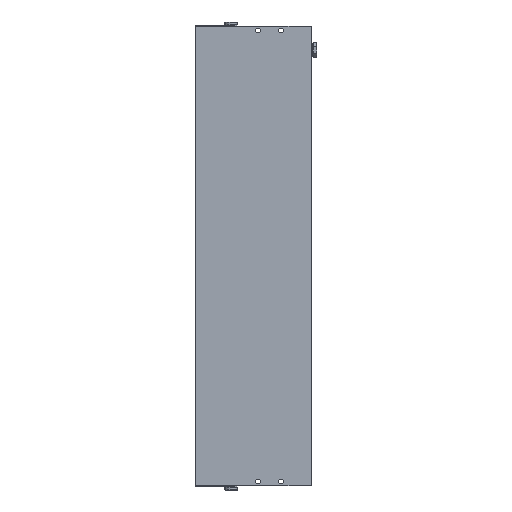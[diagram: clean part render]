
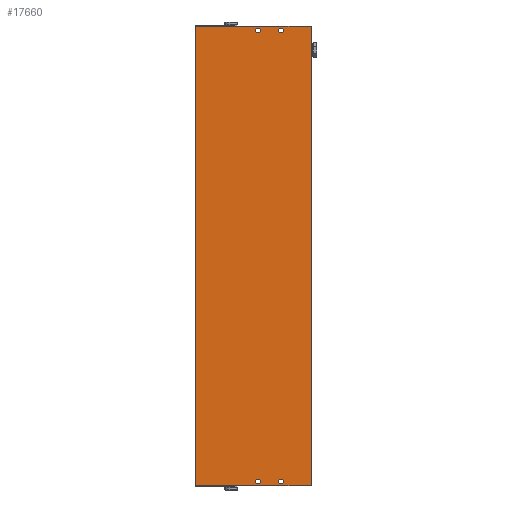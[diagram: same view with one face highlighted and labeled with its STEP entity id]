
A CAD part, front view. The second image highlights one B-rep face of the part: STEP entity #17660.
In plain terms, the highlighted planar face has unit normal (0, -1, 0).
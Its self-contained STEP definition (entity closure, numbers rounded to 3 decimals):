
#1529=CIRCLE('',#19613,2.75);
#1530=CIRCLE('',#19614,2.75);
#1531=CIRCLE('',#19615,2.75);
#1532=CIRCLE('',#19616,2.75);
#3058=ORIENTED_EDGE('',*,*,#7243,.T.);
#3059=ORIENTED_EDGE('',*,*,#7244,.T.);
#3060=ORIENTED_EDGE('',*,*,#7245,.T.);
#3061=ORIENTED_EDGE('',*,*,#7246,.T.);
#3062=ORIENTED_EDGE('',*,*,#7247,.T.);
#3063=ORIENTED_EDGE('',*,*,#7248,.F.);
#3064=ORIENTED_EDGE('',*,*,#7056,.F.);
#3065=ORIENTED_EDGE('',*,*,#6465,.T.);
#6465=EDGE_CURVE('',#8560,#8559,#10377,.T.);
#7056=EDGE_CURVE('',#8560,#9149,#10540,.T.);
#7243=EDGE_CURVE('',#9335,#9335,#1529,.T.);
#7244=EDGE_CURVE('',#9336,#9336,#1530,.T.);
#7245=EDGE_CURVE('',#9337,#9337,#1531,.T.);
#7246=EDGE_CURVE('',#9338,#9338,#1532,.T.);
#7247=EDGE_CURVE('',#8559,#9339,#10612,.T.);
#7248=EDGE_CURVE('',#9149,#9339,#10613,.T.);
#8559=VERTEX_POINT('',#27787);
#8560=VERTEX_POINT('',#27789);
#9149=VERTEX_POINT('',#28971);
#9335=VERTEX_POINT('',#29348);
#9336=VERTEX_POINT('',#29350);
#9337=VERTEX_POINT('',#29352);
#9338=VERTEX_POINT('',#29354);
#9339=VERTEX_POINT('',#29356);
#10377=LINE('',#27788,#11103);
#10540=LINE('',#28970,#11266);
#10612=LINE('',#29355,#11338);
#10613=LINE('',#29357,#11339);
#11103=VECTOR('',#21732,1000.);
#11266=VECTOR('',#22755,1000.);
#11338=VECTOR('',#23073,1000.);
#11339=VECTOR('',#23074,1000.);
#12305=EDGE_LOOP('',(#3058));
#12306=EDGE_LOOP('',(#3059));
#12307=EDGE_LOOP('',(#3060));
#12308=EDGE_LOOP('',(#3061));
#12309=EDGE_LOOP('',(#3062,#3063,#3064,#3065));
#14913=FACE_BOUND('',#12305,.T.);
#14914=FACE_BOUND('',#12306,.T.);
#14915=FACE_BOUND('',#12307,.T.);
#14916=FACE_BOUND('',#12308,.T.);
#14917=FACE_BOUND('',#12309,.T.);
#17104=PLANE('',#19612);
#17660=ADVANCED_FACE('',(#14913,#14914,#14915,#14916,#14917),#17104,.F.);
#19612=AXIS2_PLACEMENT_3D('',#29346,#23063,#23064);
#19613=AXIS2_PLACEMENT_3D('',#29347,#23065,#23066);
#19614=AXIS2_PLACEMENT_3D('',#29349,#23067,#23068);
#19615=AXIS2_PLACEMENT_3D('',#29351,#23069,#23070);
#19616=AXIS2_PLACEMENT_3D('',#29353,#23071,#23072);
#21732=DIRECTION('',(0.,0.,-1.));
#22755=DIRECTION('',(1.,0.,0.));
#23063=DIRECTION('',(0.,1.,0.));
#23064=DIRECTION('',(0.,0.,1.));
#23065=DIRECTION('',(0.,1.,0.));
#23066=DIRECTION('',(0.,0.,1.));
#23067=DIRECTION('',(0.,1.,0.));
#23068=DIRECTION('',(0.,0.,1.));
#23069=DIRECTION('',(0.,1.,0.));
#23070=DIRECTION('',(0.,0.,1.));
#23071=DIRECTION('',(0.,1.,0.));
#23072=DIRECTION('',(0.,0.,1.));
#23073=DIRECTION('',(1.,0.,0.));
#23074=DIRECTION('',(0.,0.,-1.));
#27787=CARTESIAN_POINT('',(0.,-42.5,0.));
#27788=CARTESIAN_POINT('',(0.,-42.5,519.5));
#27789=CARTESIAN_POINT('',(0.,-42.5,519.5));
#28970=CARTESIAN_POINT('',(0.,-42.5,519.5));
#28971=CARTESIAN_POINT('',(131.,-42.5,519.5));
#29346=CARTESIAN_POINT('',(0.,-42.5,519.5));
#29347=CARTESIAN_POINT('',(60.,-42.5,5.));
#29348=CARTESIAN_POINT('',(60.,-42.5,7.75));
#29349=CARTESIAN_POINT('',(34.,-42.5,514.5));
#29350=CARTESIAN_POINT('',(34.,-42.5,517.25));
#29351=CARTESIAN_POINT('',(60.,-42.5,514.5));
#29352=CARTESIAN_POINT('',(60.,-42.5,517.25));
#29353=CARTESIAN_POINT('',(34.,-42.5,5.));
#29354=CARTESIAN_POINT('',(34.,-42.5,7.75));
#29355=CARTESIAN_POINT('',(0.,-42.5,0.));
#29356=CARTESIAN_POINT('',(131.,-42.5,0.));
#29357=CARTESIAN_POINT('',(131.,-42.5,519.5));
